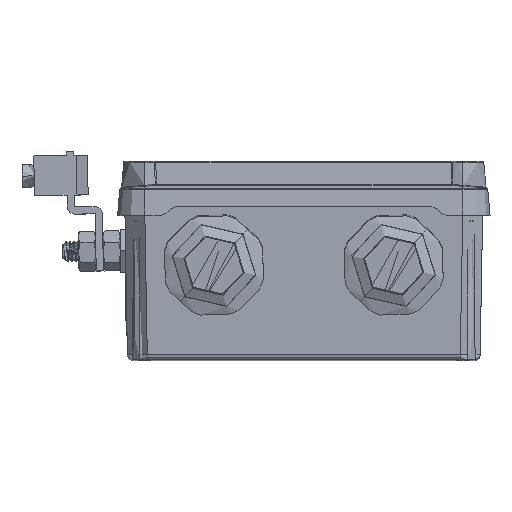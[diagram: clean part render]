
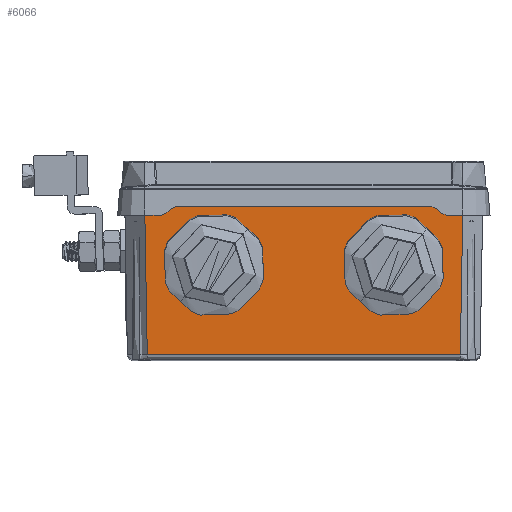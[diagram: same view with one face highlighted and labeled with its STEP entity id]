
A CAD part, top view. The second image highlights one B-rep face of the part: STEP entity #6066.
In plain terms, the highlighted face is planar.
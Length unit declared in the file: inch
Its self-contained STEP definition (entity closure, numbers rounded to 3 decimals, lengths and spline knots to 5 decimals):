
#530 = EDGE_CURVE ( 'NONE', #2605, #64933, #15433, .T. ) ;
#815 = CARTESIAN_POINT ( 'NONE',  ( 6.12491, 4.21995, 2. ) ) ;
#967 = EDGE_LOOP ( 'NONE', ( #49092, #41707 ) ) ;
#2605 = VERTEX_POINT ( 'NONE', #60187 ) ;
#2786 = CIRCLE ( 'NONE', #50563, 0.4375 ) ;
#2906 = CIRCLE ( 'NONE', #64066, 0.4375 ) ;
#2974 = LINE ( 'NONE', #31956, #42728 ) ;
#4237 = VECTOR ( 'NONE', #26031, 39.37008 ) ;
#4291 = CARTESIAN_POINT ( 'NONE',  ( 6.10331, 1.0875, 0.76269 ) ) ;
#6066 = ADVANCED_FACE ( 'NONE', ( #20443, #25049, #9261 ), #20122, .T. ) ;
#8922 = CARTESIAN_POINT ( 'NONE',  ( 6.10331, 3.3475, 0.76269 ) ) ;
#9261 = FACE_OUTER_BOUND ( 'NONE', #16661, .T. ) ;
#11929 = AXIS2_PLACEMENT_3D ( 'NONE', #71417, #64714, #41617 ) ;
#12763 = EDGE_CURVE ( 'NONE', #64933, #23912, #2974, .T. ) ;
#12982 = CIRCLE ( 'NONE', #11929, 0.4375 ) ;
#13605 = CARTESIAN_POINT ( 'NONE',  ( 6.11095, 3.3475, 1.20012 ) ) ;
#13811 = DIRECTION ( 'NONE',  ( -0.017, 0., -1. ) ) ;
#14131 = DIRECTION ( 'NONE',  ( 1., 0., -0.017 ) ) ;
#15433 = LINE ( 'NONE', #19577, #4237 ) ;
#15716 = DIRECTION ( 'NONE',  ( -0.017, 0., -1. ) ) ;
#16661 = EDGE_LOOP ( 'NONE', ( #53956, #45180, #38845, #52162 ) ) ;
#17311 = DIRECTION ( 'NONE',  ( 1., 0., -0.017 ) ) ;
#17599 = CARTESIAN_POINT ( 'NONE',  ( 6.12491, 0., 2. ) ) ;
#19577 = CARTESIAN_POINT ( 'NONE',  ( 6.09107, 4.435, 0.06141 ) ) ;
#20122 = PLANE ( 'NONE',  #63300 ) ;
#20443 = FACE_BOUND ( 'NONE', #46048, .T. ) ;
#21589 = VERTEX_POINT ( 'NONE', #4291 ) ;
#23912 = VERTEX_POINT ( 'NONE', #815 ) ;
#24379 = CARTESIAN_POINT ( 'NONE',  ( 6.09107, 4.18611, 0.06141 ) ) ;
#24815 = DIRECTION ( 'NONE',  ( 0., -1., 0. ) ) ;
#25024 = EDGE_CURVE ( 'NONE', #28859, #2605, #40321, .T. ) ;
#25049 = FACE_BOUND ( 'NONE', #967, .T. ) ;
#25211 = LINE ( 'NONE', #17599, #62341 ) ;
#26031 = DIRECTION ( 'NONE',  ( 0., 1., 0. ) ) ;
#28859 = VERTEX_POINT ( 'NONE', #29888 ) ;
#29692 = DIRECTION ( 'NONE',  ( -0.017, 0., -1. ) ) ;
#29888 = CARTESIAN_POINT ( 'NONE',  ( 6.12491, 0.21505, 2. ) ) ;
#29947 = CARTESIAN_POINT ( 'NONE',  ( 6.11095, 3.3475, 1.20012 ) ) ;
#30899 = AXIS2_PLACEMENT_3D ( 'NONE', #13605, #37443, #55090 ) ;
#31197 = CARTESIAN_POINT ( 'NONE',  ( 6.11095, 1.0875, 1.20012 ) ) ;
#31956 = CARTESIAN_POINT ( 'NONE',  ( 6.12499, 4.22002, 2.00436 ) ) ;
#32008 = VECTOR ( 'NONE', #39631, 39.37008 ) ;
#35086 = CARTESIAN_POINT ( 'NONE',  ( 6.11858, 1.0875, 1.63756 ) ) ;
#36146 = EDGE_CURVE ( 'NONE', #42956, #44175, #2906, .T. ) ;
#37443 = DIRECTION ( 'NONE',  ( 1., 0., -0.017 ) ) ;
#38156 = DIRECTION ( 'NONE',  ( 1., 0., -0.017 ) ) ;
#38845 = ORIENTED_EDGE ( 'NONE', *, *, #12763, .T. ) ;
#39631 = DIRECTION ( 'NONE',  ( -0.017, 0.017, -1. ) ) ;
#40321 = LINE ( 'NONE', #69162, #32008 ) ;
#41617 = DIRECTION ( 'NONE',  ( -0.017, 0., -1. ) ) ;
#41707 = ORIENTED_EDGE ( 'NONE', *, *, #48381, .F. ) ;
#42061 = ORIENTED_EDGE ( 'NONE', *, *, #66579, .F. ) ;
#42728 = VECTOR ( 'NONE', #73407, 39.37008 ) ;
#42956 = VERTEX_POINT ( 'NONE', #8922 ) ;
#44175 = VERTEX_POINT ( 'NONE', #70778 ) ;
#45180 = ORIENTED_EDGE ( 'NONE', *, *, #530, .T. ) ;
#45654 = VERTEX_POINT ( 'NONE', #35086 ) ;
#46048 = EDGE_LOOP ( 'NONE', ( #51627, #42061 ) ) ;
#48381 = EDGE_CURVE ( 'NONE', #44175, #42956, #58886, .T. ) ;
#49092 = ORIENTED_EDGE ( 'NONE', *, *, #36146, .F. ) ;
#50563 = AXIS2_PLACEMENT_3D ( 'NONE', #31197, #38156, #13811 ) ;
#51627 = ORIENTED_EDGE ( 'NONE', *, *, #72598, .F. ) ;
#52162 = ORIENTED_EDGE ( 'NONE', *, *, #75896, .T. ) ;
#53956 = ORIENTED_EDGE ( 'NONE', *, *, #25024, .T. ) ;
#55090 = DIRECTION ( 'NONE',  ( -0.017, 0., -1. ) ) ;
#57196 = CARTESIAN_POINT ( 'NONE',  ( 6.09, 4.435, 0. ) ) ;
#58886 = CIRCLE ( 'NONE', #30899, 0.4375 ) ;
#60187 = CARTESIAN_POINT ( 'NONE',  ( 6.09107, 0.24889, 0.06141 ) ) ;
#62341 = VECTOR ( 'NONE', #24815, 39.37008 ) ;
#63300 = AXIS2_PLACEMENT_3D ( 'NONE', #57196, #14131, #15716 ) ;
#64066 = AXIS2_PLACEMENT_3D ( 'NONE', #29947, #17311, #29692 ) ;
#64714 = DIRECTION ( 'NONE',  ( 1., 0., -0.017 ) ) ;
#64933 = VERTEX_POINT ( 'NONE', #24379 ) ;
#66579 = EDGE_CURVE ( 'NONE', #45654, #21589, #12982, .T. ) ;
#69162 = CARTESIAN_POINT ( 'NONE',  ( 6.09008, 0.24989, 0.00436 ) ) ;
#70778 = CARTESIAN_POINT ( 'NONE',  ( 6.11858, 3.3475, 1.63756 ) ) ;
#71417 = CARTESIAN_POINT ( 'NONE',  ( 6.11095, 1.0875, 1.20012 ) ) ;
#72598 = EDGE_CURVE ( 'NONE', #21589, #45654, #2786, .T. ) ;
#73407 = DIRECTION ( 'NONE',  ( 0.017, 0.017, 1. ) ) ;
#75896 = EDGE_CURVE ( 'NONE', #23912, #28859, #25211, .T. ) ;
